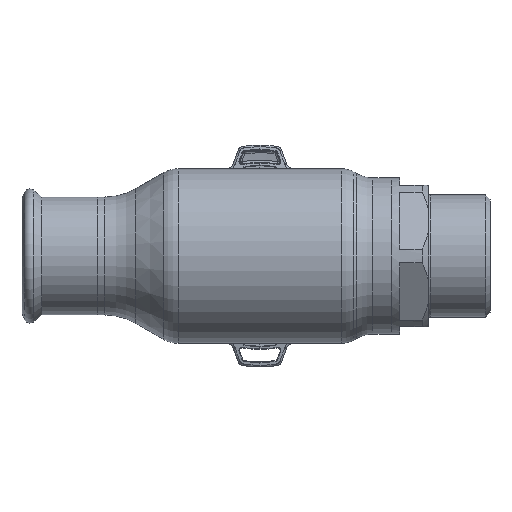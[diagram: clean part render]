
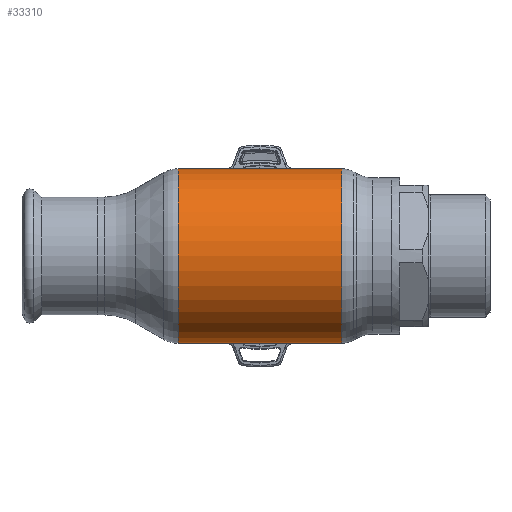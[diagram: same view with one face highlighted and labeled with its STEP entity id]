
A CAD part, front view. The second image highlights one B-rep face of the part: STEP entity #33310.
In plain terms, the highlighted cylindrical face has radius 42.5 mm (diameter 85 mm), a partial arc.
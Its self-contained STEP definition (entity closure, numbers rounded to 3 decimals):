
#1847 = EDGE_LOOP ( 'NONE', ( #9973, #7103, #19359, #22988 ) ) ;
#2256 = CARTESIAN_POINT ( 'NONE',  ( -62.69, 0., 0. ) ) ;
#2747 = AXIS2_PLACEMENT_3D ( 'NONE', #24115, #16024, #26491 ) ;
#3556 = DIRECTION ( 'NONE',  ( -1., 0., 0. ) ) ;
#4876 = VECTOR ( 'NONE', #3556, 1000. ) ;
#5496 = EDGE_CURVE ( 'NONE', #30239, #11619, #15238, .T. ) ;
#5675 = EDGE_CURVE ( 'NONE', #10599, #24237, #10885, .T. ) ;
#7024 = DIRECTION ( 'NONE',  ( 0., 0., 1. ) ) ;
#7103 = ORIENTED_EDGE ( 'NONE', *, *, #5675, .T. ) ;
#9973 = ORIENTED_EDGE ( 'NONE', *, *, #31234, .F. ) ;
#10599 = VERTEX_POINT ( 'NONE', #17205 ) ;
#10885 = CIRCLE ( 'NONE', #2747, 42.5 ) ;
#11619 = VERTEX_POINT ( 'NONE', #26183 ) ;
#12606 = DIRECTION ( 'NONE',  ( -1., 0., 0. ) ) ;
#13077 = DIRECTION ( 'NONE',  ( -1., 0., 0. ) ) ;
#14340 = CARTESIAN_POINT ( 'NONE',  ( -39.749, 0., 0. ) ) ;
#15238 = CIRCLE ( 'NONE', #32533, 42.5 ) ;
#16024 = DIRECTION ( 'NONE',  ( -1., 0., 0. ) ) ;
#16328 = LINE ( 'NONE', #18204, #20303 ) ;
#17205 = CARTESIAN_POINT ( 'NONE',  ( 39.749, 0., -42.5 ) ) ;
#17573 = DIRECTION ( 'NONE',  ( 0., 0., 1. ) ) ;
#18204 = CARTESIAN_POINT ( 'NONE',  ( -62.69, 0., 42.5 ) ) ;
#18612 = CARTESIAN_POINT ( 'NONE',  ( 39.749, 0., 42.5 ) ) ;
#18907 = AXIS2_PLACEMENT_3D ( 'NONE', #2256, #12606, #7024 ) ;
#19359 = ORIENTED_EDGE ( 'NONE', *, *, #19595, .T. ) ;
#19595 = EDGE_CURVE ( 'NONE', #24237, #11619, #16328, .T. ) ;
#20303 = VECTOR ( 'NONE', #13077, 1000. ) ;
#22988 = ORIENTED_EDGE ( 'NONE', *, *, #5496, .F. ) ;
#24115 = CARTESIAN_POINT ( 'NONE',  ( 39.749, 0., 0. ) ) ;
#24237 = VERTEX_POINT ( 'NONE', #18612 ) ;
#25488 = CYLINDRICAL_SURFACE ( 'NONE', #18907, 42.5 ) ;
#26183 = CARTESIAN_POINT ( 'NONE',  ( -39.749, 0., 42.5 ) ) ;
#26491 = DIRECTION ( 'NONE',  ( 0., 0., 1. ) ) ;
#27669 = FACE_OUTER_BOUND ( 'NONE', #1847, .T. ) ;
#28572 = CARTESIAN_POINT ( 'NONE',  ( -39.749, 0., -42.5 ) ) ;
#29282 = CARTESIAN_POINT ( 'NONE',  ( -62.69, 0., -42.5 ) ) ;
#29881 = DIRECTION ( 'NONE',  ( -1., 0., 0. ) ) ;
#30239 = VERTEX_POINT ( 'NONE', #28572 ) ;
#31234 = EDGE_CURVE ( 'NONE', #10599, #30239, #32209, .T. ) ;
#32209 = LINE ( 'NONE', #29282, #4876 ) ;
#32533 = AXIS2_PLACEMENT_3D ( 'NONE', #14340, #29881, #17573 ) ;
#33310 = ADVANCED_FACE ( 'NONE', ( #27669 ), #25488, .T. ) ;
